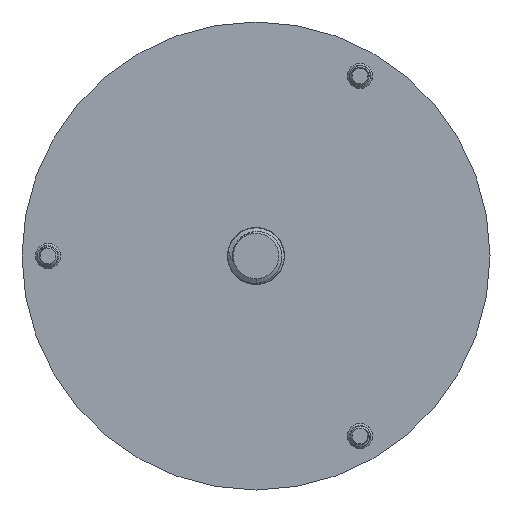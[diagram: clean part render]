
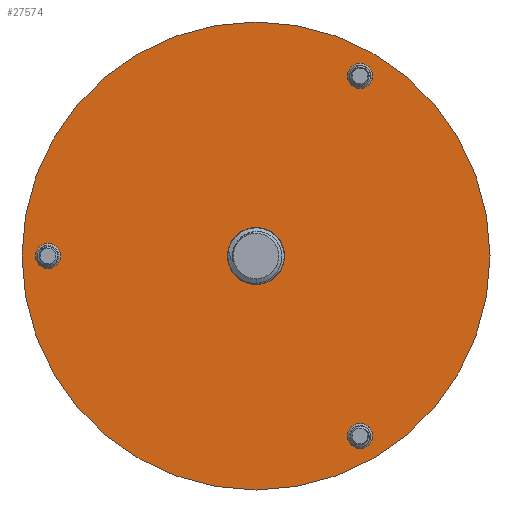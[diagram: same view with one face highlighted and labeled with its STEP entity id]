
A CAD part, front view. The second image highlights one B-rep face of the part: STEP entity #27574.
In plain terms, the highlighted planar face has unit normal (0, -1, 0).
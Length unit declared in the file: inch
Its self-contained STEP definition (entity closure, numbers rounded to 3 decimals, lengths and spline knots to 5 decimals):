
#648 = ORIENTED_EDGE ( 'NONE', *, *, #2355, .F. ) ;
#751 = VERTEX_POINT ( 'NONE', #27147 ) ;
#1489 = CARTESIAN_POINT ( 'NONE',  ( 0., 0., 2.6155 ) ) ;
#2022 = ORIENTED_EDGE ( 'NONE', *, *, #23887, .T. ) ;
#2056 = VERTEX_POINT ( 'NONE', #8721 ) ;
#2079 = ORIENTED_EDGE ( 'NONE', *, *, #2411, .T. ) ;
#2355 = EDGE_CURVE ( 'NONE', #29026, #15069, #27964, .T. ) ;
#2411 = EDGE_CURVE ( 'NONE', #34276, #25830, #17865, .T. ) ;
#2472 = CARTESIAN_POINT ( 'NONE',  ( -2.324, 0., 0.1405 ) ) ;
#2513 = CIRCLE ( 'NONE', #13790, 2.6155 ) ;
#2997 = EDGE_CURVE ( 'NONE', #25830, #34276, #17331, .T. ) ;
#3184 = EDGE_CURVE ( 'NONE', #12020, #25354, #19727, .T. ) ;
#3358 = DIRECTION ( 'NONE',  ( 0., 0., 1. ) ) ;
#3686 = AXIS2_PLACEMENT_3D ( 'NONE', #22544, #16813, #17009 ) ;
#4608 = ORIENTED_EDGE ( 'NONE', *, *, #3184, .T. ) ;
#4731 = CIRCLE ( 'NONE', #35025, 0.1405 ) ;
#4846 = CARTESIAN_POINT ( 'NONE',  ( 0., 0., 0.32 ) ) ;
#5385 = CARTESIAN_POINT ( 'NONE',  ( 1.162, 0., -2.15314 ) ) ;
#5475 = AXIS2_PLACEMENT_3D ( 'NONE', #32108, #21130, #32496 ) ;
#5886 = ORIENTED_EDGE ( 'NONE', *, *, #27315, .T. ) ;
#6133 = CIRCLE ( 'NONE', #26903, 0.32 ) ;
#6699 = EDGE_LOOP ( 'NONE', ( #17617, #8195 ) ) ;
#7486 = DIRECTION ( 'NONE',  ( 0., 1., 0. ) ) ;
#7562 = DIRECTION ( 'NONE',  ( 0., 0., 1. ) ) ;
#7823 = CIRCLE ( 'NONE', #24977, 0.32 ) ;
#8195 = ORIENTED_EDGE ( 'NONE', *, *, #36256, .T. ) ;
#8721 = CARTESIAN_POINT ( 'NONE',  ( 0., 0., -0.32 ) ) ;
#8988 = DIRECTION ( 'NONE',  ( 0., 1., 0. ) ) ;
#9294 = DIRECTION ( 'NONE',  ( 0., 1., 0. ) ) ;
#9382 = EDGE_LOOP ( 'NONE', ( #648, #14741 ) ) ;
#9471 = CARTESIAN_POINT ( 'NONE',  ( 0., 0., 0. ) ) ;
#9549 = DIRECTION ( 'NONE',  ( 0., 0., 1. ) ) ;
#9558 = AXIS2_PLACEMENT_3D ( 'NONE', #34599, #17480, #3358 ) ;
#9678 = ORIENTED_EDGE ( 'NONE', *, *, #2997, .T. ) ;
#10197 = AXIS2_PLACEMENT_3D ( 'NONE', #32585, #32404, #15834 ) ;
#11338 = FACE_BOUND ( 'NONE', #22642, .T. ) ;
#12020 = VERTEX_POINT ( 'NONE', #26743 ) ;
#12056 = EDGE_LOOP ( 'NONE', ( #2079, #9678 ) ) ;
#12114 = CARTESIAN_POINT ( 'NONE',  ( 1.162, 0., -2.01264 ) ) ;
#12584 = VERTEX_POINT ( 'NONE', #4846 ) ;
#13192 = DIRECTION ( 'NONE',  ( 0., 0., 1. ) ) ;
#13559 = FACE_OUTER_BOUND ( 'NONE', #9382, .T. ) ;
#13790 = AXIS2_PLACEMENT_3D ( 'NONE', #34439, #8988, #26425 ) ;
#14741 = ORIENTED_EDGE ( 'NONE', *, *, #24006, .F. ) ;
#15069 = VERTEX_POINT ( 'NONE', #1489 ) ;
#15456 = CARTESIAN_POINT ( 'NONE',  ( 0., 0., 0. ) ) ;
#15834 = DIRECTION ( 'NONE',  ( 0., 0., 1. ) ) ;
#15881 = DIRECTION ( 'NONE',  ( 0., 1., 0. ) ) ;
#16232 = CARTESIAN_POINT ( 'NONE',  ( 0., 0., 0. ) ) ;
#16522 = PLANE ( 'NONE',  #33324 ) ;
#16813 = DIRECTION ( 'NONE',  ( 0., 1., 0. ) ) ;
#17009 = DIRECTION ( 'NONE',  ( 0., 0., 1. ) ) ;
#17230 = EDGE_CURVE ( 'NONE', #751, #31813, #4731, .T. ) ;
#17331 = CIRCLE ( 'NONE', #5475, 0.1405 ) ;
#17480 = DIRECTION ( 'NONE',  ( 0., 1., 0. ) ) ;
#17617 = ORIENTED_EDGE ( 'NONE', *, *, #27505, .T. ) ;
#17865 = CIRCLE ( 'NONE', #10197, 0.1405 ) ;
#19128 = FACE_BOUND ( 'NONE', #12056, .T. ) ;
#19727 = CIRCLE ( 'NONE', #3686, 0.1405 ) ;
#20846 = DIRECTION ( 'NONE',  ( 0., 1., 0. ) ) ;
#21000 = DIRECTION ( 'NONE',  ( 0., 0., 1. ) ) ;
#21130 = DIRECTION ( 'NONE',  ( 0., 1., 0. ) ) ;
#22544 = CARTESIAN_POINT ( 'NONE',  ( 1.162, 0., -2.01264 ) ) ;
#22642 = EDGE_LOOP ( 'NONE', ( #5886, #29569 ) ) ;
#23250 = CIRCLE ( 'NONE', #35194, 0.1405 ) ;
#23315 = CARTESIAN_POINT ( 'NONE',  ( 1.162, 0., 2.15314 ) ) ;
#23887 = EDGE_CURVE ( 'NONE', #25354, #12020, #23250, .T. ) ;
#24006 = EDGE_CURVE ( 'NONE', #15069, #29026, #2513, .T. ) ;
#24341 = CIRCLE ( 'NONE', #9558, 0.1405 ) ;
#24595 = CARTESIAN_POINT ( 'NONE',  ( -2.324, 0., -0.1405 ) ) ;
#24977 = AXIS2_PLACEMENT_3D ( 'NONE', #32939, #7486, #13192 ) ;
#25354 = VERTEX_POINT ( 'NONE', #5385 ) ;
#25830 = VERTEX_POINT ( 'NONE', #24595 ) ;
#26350 = DIRECTION ( 'NONE',  ( 0., 0., 1. ) ) ;
#26425 = DIRECTION ( 'NONE',  ( 0., 0., 1. ) ) ;
#26743 = CARTESIAN_POINT ( 'NONE',  ( 1.162, 0., -1.87214 ) ) ;
#26903 = AXIS2_PLACEMENT_3D ( 'NONE', #16232, #15881, #7562 ) ;
#27147 = CARTESIAN_POINT ( 'NONE',  ( 1.162, 0., 1.87214 ) ) ;
#27315 = EDGE_CURVE ( 'NONE', #31813, #751, #24341, .T. ) ;
#27505 = EDGE_CURVE ( 'NONE', #12584, #2056, #7823, .T. ) ;
#27517 = FACE_BOUND ( 'NONE', #32181, .T. ) ;
#27574 = ADVANCED_FACE ( 'NONE', ( #30676, #27517, #11338, #19128, #13559 ), #16522, .F. ) ;
#27964 = CIRCLE ( 'NONE', #32133, 2.6155 ) ;
#29026 = VERTEX_POINT ( 'NONE', #30480 ) ;
#29569 = ORIENTED_EDGE ( 'NONE', *, *, #17230, .T. ) ;
#29754 = DIRECTION ( 'NONE',  ( 0., 1., 0. ) ) ;
#30480 = CARTESIAN_POINT ( 'NONE',  ( 0., 0., -2.6155 ) ) ;
#30676 = FACE_BOUND ( 'NONE', #6699, .T. ) ;
#31813 = VERTEX_POINT ( 'NONE', #23315 ) ;
#32108 = CARTESIAN_POINT ( 'NONE',  ( -2.324, 0., 0. ) ) ;
#32133 = AXIS2_PLACEMENT_3D ( 'NONE', #15456, #29754, #9549 ) ;
#32181 = EDGE_LOOP ( 'NONE', ( #4608, #2022 ) ) ;
#32197 = DIRECTION ( 'NONE',  ( 0., 0., 1. ) ) ;
#32404 = DIRECTION ( 'NONE',  ( 0., 1., 0. ) ) ;
#32496 = DIRECTION ( 'NONE',  ( 0., 0., 1. ) ) ;
#32585 = CARTESIAN_POINT ( 'NONE',  ( -2.324, 0., 0. ) ) ;
#32939 = CARTESIAN_POINT ( 'NONE',  ( 0., 0., 0. ) ) ;
#33324 = AXIS2_PLACEMENT_3D ( 'NONE', #9471, #9294, #26350 ) ;
#34276 = VERTEX_POINT ( 'NONE', #2472 ) ;
#34439 = CARTESIAN_POINT ( 'NONE',  ( 0., 0., 0. ) ) ;
#34599 = CARTESIAN_POINT ( 'NONE',  ( 1.162, 0., 2.01264 ) ) ;
#35025 = AXIS2_PLACEMENT_3D ( 'NONE', #35151, #35694, #21000 ) ;
#35151 = CARTESIAN_POINT ( 'NONE',  ( 1.162, 0., 2.01264 ) ) ;
#35194 = AXIS2_PLACEMENT_3D ( 'NONE', #12114, #20846, #32197 ) ;
#35694 = DIRECTION ( 'NONE',  ( 0., 1., 0. ) ) ;
#36256 = EDGE_CURVE ( 'NONE', #2056, #12584, #6133, .T. ) ;
